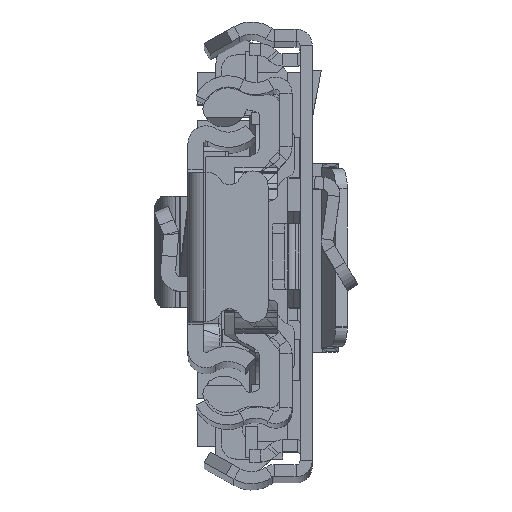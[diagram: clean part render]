
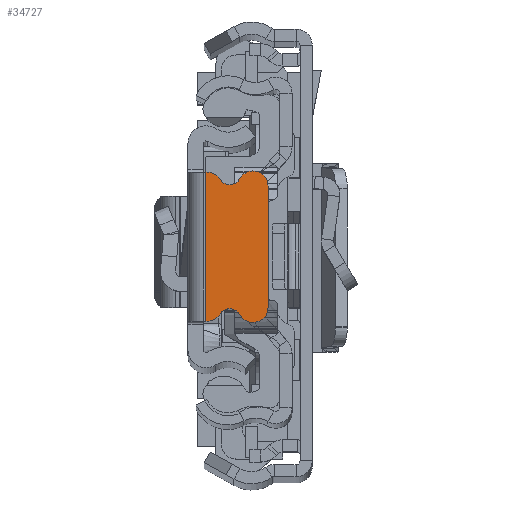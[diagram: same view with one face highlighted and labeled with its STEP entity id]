
A CAD part, top view. The second image highlights one B-rep face of the part: STEP entity #34727.
In plain terms, the highlighted planar face has unit normal (0, 0, 1).
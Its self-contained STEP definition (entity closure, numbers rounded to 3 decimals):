
#121 = DIRECTION ( 'NONE',  ( -1., 0., 0. ) ) ;
#575 = VERTEX_POINT ( 'NONE', #9847 ) ;
#627 = DIRECTION ( 'NONE',  ( 1., 0., 0. ) ) ;
#893 = AXIS2_PLACEMENT_3D ( 'NONE', #10911, #24295, #121 ) ;
#958 = CARTESIAN_POINT ( 'NONE',  ( -4.142, 7.236, 0. ) ) ;
#1705 = AXIS2_PLACEMENT_3D ( 'NONE', #28267, #12065, #26274 ) ;
#1765 = ORIENTED_EDGE ( 'NONE', *, *, #29605, .T. ) ;
#2015 = EDGE_CURVE ( 'NONE', #7060, #12754, #17077, .T. ) ;
#2219 = VERTEX_POINT ( 'NONE', #10465 ) ;
#2741 = DIRECTION ( 'NONE',  ( 1., 0., 0. ) ) ;
#3094 = DIRECTION ( 'NONE',  ( 0., 0., 1. ) ) ;
#4023 = ORIENTED_EDGE ( 'NONE', *, *, #5549, .F. ) ;
#4780 = CARTESIAN_POINT ( 'NONE',  ( -5.109, 6.713, 0. ) ) ;
#5323 = EDGE_CURVE ( 'NONE', #20159, #23817, #28824, .T. ) ;
#5549 = EDGE_CURVE ( 'NONE', #18964, #6822, #17872, .T. ) ;
#5679 = LINE ( 'NONE', #13620, #21460 ) ;
#6040 = DIRECTION ( 'NONE',  ( -1., 0., 0. ) ) ;
#6580 = VERTEX_POINT ( 'NONE', #16736 ) ;
#6822 = VERTEX_POINT ( 'NONE', #20936 ) ;
#7060 = VERTEX_POINT ( 'NONE', #27371 ) ;
#7731 = AXIS2_PLACEMENT_3D ( 'NONE', #24456, #19313, #22137 ) ;
#9509 = EDGE_CURVE ( 'NONE', #23817, #2219, #12123, .T. ) ;
#9847 = CARTESIAN_POINT ( 'NONE',  ( -1.929, -7.37, 0. ) ) ;
#10462 = ORIENTED_EDGE ( 'NONE', *, *, #9509, .T. ) ;
#10465 = CARTESIAN_POINT ( 'NONE',  ( -3.206, -6.658, 0. ) ) ;
#10580 = ORIENTED_EDGE ( 'NONE', *, *, #17462, .F. ) ;
#10911 = CARTESIAN_POINT ( 'NONE',  ( -6.429, 6., 0. ) ) ;
#11182 = DIRECTION ( 'NONE',  ( 0., 0., -1. ) ) ;
#11212 = FACE_OUTER_BOUND ( 'NONE', #14088, .T. ) ;
#11460 = AXIS2_PLACEMENT_3D ( 'NONE', #958, #11182, #14168 ) ;
#12065 = DIRECTION ( 'NONE',  ( 0., 0., 1. ) ) ;
#12123 = CIRCLE ( 'NONE', #7731, 1.1 ) ;
#12754 = VERTEX_POINT ( 'NONE', #4780 ) ;
#12934 = ORIENTED_EDGE ( 'NONE', *, *, #19245, .T. ) ;
#13511 = PLANE ( 'NONE',  #20173 ) ;
#13620 = CARTESIAN_POINT ( 'NONE',  ( -1.929, -7.37, 0. ) ) ;
#14088 = EDGE_LOOP ( 'NONE', ( #4023, #26007, #33624, #31271, #1765, #12934, #25543, #10462, #18841, #10580 ) ) ;
#14168 = DIRECTION ( 'NONE',  ( 1., 0., 0. ) ) ;
#14186 = AXIS2_PLACEMENT_3D ( 'NONE', #16150, #34627, #2741 ) ;
#14954 = CIRCLE ( 'NONE', #893, 1.5 ) ;
#14997 = VERTEX_POINT ( 'NONE', #33940 ) ;
#15667 = AXIS2_PLACEMENT_3D ( 'NONE', #23917, #18613, #27072 ) ;
#16003 = VECTOR ( 'NONE', #627, 1000. ) ;
#16150 = CARTESIAN_POINT ( 'NONE',  ( -6.429, -6., 0. ) ) ;
#16666 = CARTESIAN_POINT ( 'NONE',  ( 347.771, 0., 0. ) ) ;
#16736 = CARTESIAN_POINT ( 'NONE',  ( -7.929, 6., 0. ) ) ;
#17077 = CIRCLE ( 'NONE', #11460, 1.1 ) ;
#17462 = EDGE_CURVE ( 'NONE', #6822, #575, #5679, .T. ) ;
#17872 = LINE ( 'NONE', #22812, #18149 ) ;
#17930 = CIRCLE ( 'NONE', #15667, 1.5 ) ;
#18149 = VECTOR ( 'NONE', #25286, 1000. ) ;
#18613 = DIRECTION ( 'NONE',  ( 0., 0., 1. ) ) ;
#18819 = CARTESIAN_POINT ( 'NONE',  ( -7.929, -6., 0. ) ) ;
#18841 = ORIENTED_EDGE ( 'NONE', *, *, #30118, .T. ) ;
#18964 = VERTEX_POINT ( 'NONE', #19023 ) ;
#19023 = CARTESIAN_POINT ( 'NONE',  ( -1.75, 7.37, 0. ) ) ;
#19245 = EDGE_CURVE ( 'NONE', #6580, #20159, #30253, .T. ) ;
#19313 = DIRECTION ( 'NONE',  ( 0., 0., -1. ) ) ;
#19330 = DIRECTION ( 'NONE',  ( 0., -1., 0. ) ) ;
#20159 = VERTEX_POINT ( 'NONE', #28833 ) ;
#20173 = AXIS2_PLACEMENT_3D ( 'NONE', #16666, #3094, #24600 ) ;
#20849 = CIRCLE ( 'NONE', #1705, 1.5 ) ;
#20936 = CARTESIAN_POINT ( 'NONE',  ( -1.75, -7.37, 0. ) ) ;
#20979 = EDGE_CURVE ( 'NONE', #14997, #18964, #27612, .T. ) ;
#21460 = VECTOR ( 'NONE', #6040, 1000. ) ;
#22137 = DIRECTION ( 'NONE',  ( -1., 0., 0. ) ) ;
#22812 = CARTESIAN_POINT ( 'NONE',  ( -1.75, 0., 0. ) ) ;
#23817 = VERTEX_POINT ( 'NONE', #24465 ) ;
#23917 = CARTESIAN_POINT ( 'NONE',  ( -1.929, -5.87, 0. ) ) ;
#24295 = DIRECTION ( 'NONE',  ( 0., 0., 1. ) ) ;
#24456 = CARTESIAN_POINT ( 'NONE',  ( -4.142, -7.236, 0. ) ) ;
#24465 = CARTESIAN_POINT ( 'NONE',  ( -5.109, -6.713, 0. ) ) ;
#24600 = DIRECTION ( 'NONE',  ( 1., 0., 0. ) ) ;
#25286 = DIRECTION ( 'NONE',  ( 0., -1., 0. ) ) ;
#25522 = VECTOR ( 'NONE', #19330, 1000. ) ;
#25543 = ORIENTED_EDGE ( 'NONE', *, *, #5323, .T. ) ;
#25770 = EDGE_CURVE ( 'NONE', #14997, #7060, #20849, .T. ) ;
#26007 = ORIENTED_EDGE ( 'NONE', *, *, #20979, .F. ) ;
#26274 = DIRECTION ( 'NONE',  ( -1., 0., 0. ) ) ;
#27072 = DIRECTION ( 'NONE',  ( 1., 0., 0. ) ) ;
#27371 = CARTESIAN_POINT ( 'NONE',  ( -3.206, 6.658, 0. ) ) ;
#27612 = LINE ( 'NONE', #30582, #16003 ) ;
#28267 = CARTESIAN_POINT ( 'NONE',  ( -1.929, 5.87, 0. ) ) ;
#28824 = CIRCLE ( 'NONE', #14186, 1.5 ) ;
#28833 = CARTESIAN_POINT ( 'NONE',  ( -7.929, -6., 0. ) ) ;
#29605 = EDGE_CURVE ( 'NONE', #12754, #6580, #14954, .T. ) ;
#30118 = EDGE_CURVE ( 'NONE', #2219, #575, #17930, .T. ) ;
#30253 = LINE ( 'NONE', #18819, #25522 ) ;
#30582 = CARTESIAN_POINT ( 'NONE',  ( -1.929, 7.37, 0. ) ) ;
#31271 = ORIENTED_EDGE ( 'NONE', *, *, #2015, .T. ) ;
#33624 = ORIENTED_EDGE ( 'NONE', *, *, #25770, .T. ) ;
#33940 = CARTESIAN_POINT ( 'NONE',  ( -1.929, 7.37, 0. ) ) ;
#34627 = DIRECTION ( 'NONE',  ( 0., 0., 1. ) ) ;
#34727 = ADVANCED_FACE ( 'NONE', ( #11212 ), #13511, .T. ) ;
